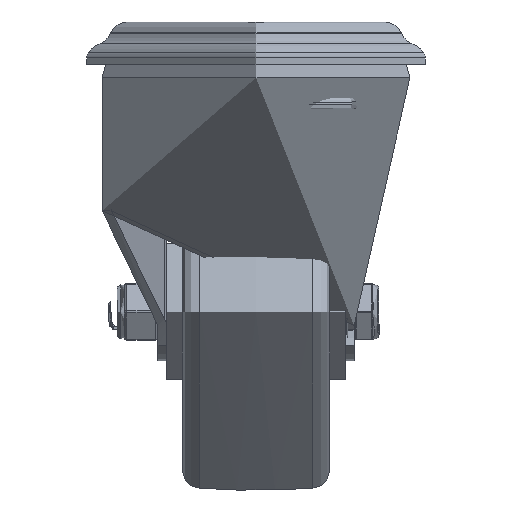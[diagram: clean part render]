
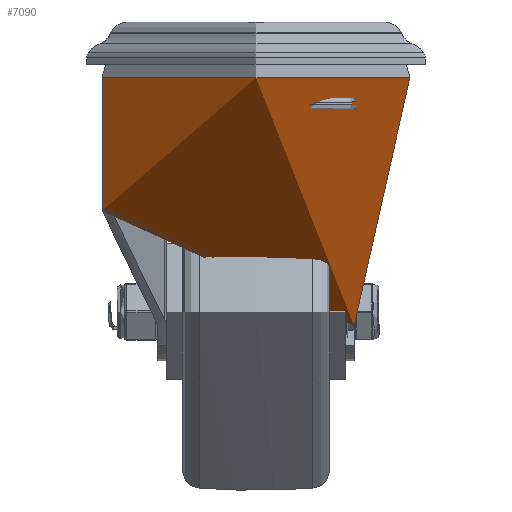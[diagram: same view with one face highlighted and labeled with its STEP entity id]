
A CAD part, left-side view. The second image highlights one B-rep face of the part: STEP entity #7090.
In plain terms, the highlighted cylindrical face has radius 34.5 mm (diameter 69 mm), a full revolution.
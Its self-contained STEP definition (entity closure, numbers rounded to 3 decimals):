
#221=B_SPLINE_CURVE_WITH_KNOTS('',3,(#10613,#10614,#10615,#10616,#10617,
#10618,#10619,#10620,#10621,#10622),.UNSPECIFIED.,.F.,.F.,(4,2,2,2,4),(0.837,
0.937,1.037,1.149,1.262),
 .UNSPECIFIED.);
#235=B_SPLINE_CURVE_WITH_KNOTS('',3,(#10911,#10912,#10913,#10914,#10915,
#10916,#10917,#10918,#10919,#10920,#10921,#10922),.UNSPECIFIED.,.F.,.F.,
(4,2,2,2,2,4),(-6.325,-5.401,-4.478,-3.555,
-2.632,-2.522),.UNSPECIFIED.);
#236=B_SPLINE_CURVE_WITH_KNOTS('',3,(#10934,#10935,#10936,#10937,#10938,
#10939,#10940,#10941,#10942,#10943,#10944,#10945,#10946,#10947,#10948,#10949,
#10950,#10951,#10952,#10953,#10954,#10955,#10956,#10957,#10958,#10959,#10960,
#10961,#10962,#10963,#10964,#10965,#10966,#10967,#10968,#10969,#10970,#10971,
#10972,#10973,#10974,#10975,#10976,#10977),.UNSPECIFIED.,.F.,.F.,(4,2,2,
2,2,2,2,2,2,2,2,2,2,2,2,2,2,2,2,2,2,4),(-21.801,-21.691,
-20.768,-19.845,-18.922,-17.998,
-17.178,-16.358,-15.537,-14.717,
-14.078,-13.439,-12.8,-12.162,
-11.523,-10.884,-10.245,-9.606,
-8.786,-7.965,-7.145,-6.325),
 .UNSPECIFIED.);
#237=B_SPLINE_CURVE_WITH_KNOTS('',3,(#10996,#10997,#10998,#10999,#11000,
#11001,#11002,#11003,#11004,#11005),.UNSPECIFIED.,.F.,.F.,(4,2,2,2,4),(1.249,
1.361,1.473,1.573,1.674),
 .UNSPECIFIED.);
#811=FACE_OUTER_BOUND('',#1252,.T.);
#1252=EDGE_LOOP('',(#5011,#5012,#5013,#5014,#5015,#5016,#5017,#5018,#5019,
#5020));
#1702=LINE('',#11023,#2195);
#1703=LINE('',#11024,#2196);
#1704=LINE('',#11026,#2197);
#2195=VECTOR('',#8742,34.5);
#2196=VECTOR('',#8743,1000.);
#2197=VECTOR('',#8746,1000.);
#2759=CIRCLE('',#7770,34.5);
#2760=CIRCLE('',#7771,34.5);
#3065=VERTEX_POINT('',#10611);
#3066=VERTEX_POINT('',#10612);
#3091=VERTEX_POINT('',#10909);
#3092=VERTEX_POINT('',#10910);
#3097=VERTEX_POINT('',#10932);
#3104=VERTEX_POINT('',#10994);
#3105=VERTEX_POINT('',#10995);
#3110=VERTEX_POINT('',#11021);
#3775=EDGE_CURVE('',#3065,#3066,#221,.F.);
#3809=EDGE_CURVE('',#3091,#3092,#235,.F.);
#3816=EDGE_CURVE('',#3092,#3097,#236,.F.);
#3824=EDGE_CURVE('',#3104,#3105,#237,.F.);
#3831=EDGE_CURVE('',#3110,#3110,#2759,.T.);
#3832=EDGE_CURVE('',#3110,#3092,#1702,.T.);
#3833=EDGE_CURVE('',#3097,#3066,#1703,.F.);
#3834=EDGE_CURVE('',#3065,#3105,#2760,.T.);
#3835=EDGE_CURVE('',#3104,#3091,#1704,.F.);
#5011=ORIENTED_EDGE('',*,*,#3831,.F.);
#5012=ORIENTED_EDGE('',*,*,#3832,.T.);
#5013=ORIENTED_EDGE('',*,*,#3816,.T.);
#5014=ORIENTED_EDGE('',*,*,#3833,.T.);
#5015=ORIENTED_EDGE('',*,*,#3775,.F.);
#5016=ORIENTED_EDGE('',*,*,#3834,.T.);
#5017=ORIENTED_EDGE('',*,*,#3824,.F.);
#5018=ORIENTED_EDGE('',*,*,#3835,.T.);
#5019=ORIENTED_EDGE('',*,*,#3809,.T.);
#5020=ORIENTED_EDGE('',*,*,#3832,.F.);
#6918=CYLINDRICAL_SURFACE('',#7769,34.5);
#7090=ADVANCED_FACE('',(#811),#6918,.T.);
#7769=AXIS2_PLACEMENT_3D('',#11020,#8738,#8739);
#7770=AXIS2_PLACEMENT_3D('',#11022,#8740,#8741);
#7771=AXIS2_PLACEMENT_3D('',#11025,#8744,#8745);
#8738=DIRECTION('center_axis',(0.,0.,1.));
#8739=DIRECTION('ref_axis',(0.,-1.,0.));
#8740=DIRECTION('center_axis',(0.,0.,1.));
#8741=DIRECTION('ref_axis',(0.,-1.,0.));
#8742=DIRECTION('',(0.,0.,-1.));
#8743=DIRECTION('',(0.,0.,-1.));
#8744=DIRECTION('center_axis',(0.,0.,1.));
#8745=DIRECTION('ref_axis',(0.,-1.,0.));
#8746=DIRECTION('',(0.,0.,1.));
#10611=CARTESIAN_POINT('',(28.46,-19.5,-4.008));
#10612=CARTESIAN_POINT('',(26.575,-22.,-6.508));
#10613=CARTESIAN_POINT('Ctrl Pts',(26.575,-22.,-6.508));
#10614=CARTESIAN_POINT('Ctrl Pts',(26.575,-22.,-6.174));
#10615=CARTESIAN_POINT('Ctrl Pts',(26.634,-21.929,-5.829));
#10616=CARTESIAN_POINT('Ctrl Pts',(26.849,-21.666,-5.216));
#10617=CARTESIAN_POINT('Ctrl Pts',(27.003,-21.474,-4.947));
#10618=CARTESIAN_POINT('Ctrl Pts',(27.346,-21.036,-4.509));
#10619=CARTESIAN_POINT('Ctrl Pts',(27.564,-20.751,-4.319));
#10620=CARTESIAN_POINT('Ctrl Pts',(28.016,-20.138,-4.068));
#10621=CARTESIAN_POINT('Ctrl Pts',(28.249,-19.809,-4.008));
#10622=CARTESIAN_POINT('Ctrl Pts',(28.46,-19.5,-4.008));
#10909=CARTESIAN_POINT('',(26.575,22.,-58.614));
#10910=CARTESIAN_POINT('',(0.,34.5,-32.843));
#10911=CARTESIAN_POINT('Ctrl Pts',(0.,34.5,-32.843));
#10912=CARTESIAN_POINT('Ctrl Pts',(2.354,34.5,-34.825));
#10913=CARTESIAN_POINT('Ctrl Pts',(4.764,34.256,-36.926));
#10914=CARTESIAN_POINT('Ctrl Pts',(9.524,33.248,-41.237));
#10915=CARTESIAN_POINT('Ctrl Pts',(11.876,32.485,-43.446));
#10916=CARTESIAN_POINT('Ctrl Pts',(16.377,30.465,-47.829));
#10917=CARTESIAN_POINT('Ctrl Pts',(18.529,29.208,-50.004));
#10918=CARTESIAN_POINT('Ctrl Pts',(22.519,26.255,-54.166));
#10919=CARTESIAN_POINT('Ctrl Pts',(24.357,24.559,-56.152));
#10920=CARTESIAN_POINT('Ctrl Pts',(26.188,22.462,-58.182));
#10921=CARTESIAN_POINT('Ctrl Pts',(26.382,22.234,-58.398));
#10922=CARTESIAN_POINT('Ctrl Pts',(26.575,22.,-58.614));
#10932=CARTESIAN_POINT('',(26.575,-22.,-58.614));
#10934=CARTESIAN_POINT('Ctrl Pts',(26.575,-22.,-58.614));
#10935=CARTESIAN_POINT('Ctrl Pts',(26.382,-22.234,-58.398));
#10936=CARTESIAN_POINT('Ctrl Pts',(26.188,-22.462,-58.182));
#10937=CARTESIAN_POINT('Ctrl Pts',(24.357,-24.559,-56.152));
#10938=CARTESIAN_POINT('Ctrl Pts',(22.519,-26.255,-54.166));
#10939=CARTESIAN_POINT('Ctrl Pts',(18.529,-29.208,-50.004));
#10940=CARTESIAN_POINT('Ctrl Pts',(16.377,-30.465,-47.829));
#10941=CARTESIAN_POINT('Ctrl Pts',(11.876,-32.485,-43.446));
#10942=CARTESIAN_POINT('Ctrl Pts',(9.524,-33.248,-41.237));
#10943=CARTESIAN_POINT('Ctrl Pts',(4.764,-34.256,-36.926));
#10944=CARTESIAN_POINT('Ctrl Pts',(2.354,-34.5,-34.825));
#10945=CARTESIAN_POINT('Ctrl Pts',(-2.092,-34.5,-31.082));
#10946=CARTESIAN_POINT('Ctrl Pts',(-4.299,-34.307,
-29.28));
#10947=CARTESIAN_POINT('Ctrl Pts',(-8.779,-33.442,
-25.746));
#10948=CARTESIAN_POINT('Ctrl Pts',(-11.053,-32.77,
-24.012));
#10949=CARTESIAN_POINT('Ctrl Pts',(-15.496,-30.918,-20.733));
#10950=CARTESIAN_POINT('Ctrl Pts',(-17.668,-29.736,-19.185));
#10951=CARTESIAN_POINT('Ctrl Pts',(-21.742,-26.901,
-16.362));
#10952=CARTESIAN_POINT('Ctrl Pts',(-23.644,-25.247,
-15.088));
#10953=CARTESIAN_POINT('Ctrl Pts',(-26.66,-21.983,
-13.111));
#10954=CARTESIAN_POINT('Ctrl Pts',(-27.931,-20.361,-12.296));
#10955=CARTESIAN_POINT('Ctrl Pts',(-30.207,-16.801,
-10.858));
#10956=CARTESIAN_POINT('Ctrl Pts',(-31.212,-14.862,
-10.236));
#10957=CARTESIAN_POINT('Ctrl Pts',(-32.843,-10.789,
-9.236));
#10958=CARTESIAN_POINT('Ctrl Pts',(-33.471,-8.649,
-8.856));
#10959=CARTESIAN_POINT('Ctrl Pts',(-34.299,-4.32,
-8.358));
#10960=CARTESIAN_POINT('Ctrl Pts',(-34.5,-2.129,-8.238));
#10961=CARTESIAN_POINT('Ctrl Pts',(-34.5,2.129,-8.238));
#10962=CARTESIAN_POINT('Ctrl Pts',(-34.299,4.32,-8.358));
#10963=CARTESIAN_POINT('Ctrl Pts',(-33.471,8.649,-8.856));
#10964=CARTESIAN_POINT('Ctrl Pts',(-32.843,10.789,-9.236));
#10965=CARTESIAN_POINT('Ctrl Pts',(-31.212,14.862,-10.236));
#10966=CARTESIAN_POINT('Ctrl Pts',(-30.207,16.801,-10.858));
#10967=CARTESIAN_POINT('Ctrl Pts',(-27.931,20.361,-12.296));
#10968=CARTESIAN_POINT('Ctrl Pts',(-26.66,21.983,-13.111));
#10969=CARTESIAN_POINT('Ctrl Pts',(-23.644,25.247,-15.088));
#10970=CARTESIAN_POINT('Ctrl Pts',(-21.742,26.901,-16.362));
#10971=CARTESIAN_POINT('Ctrl Pts',(-17.668,29.736,-19.185));
#10972=CARTESIAN_POINT('Ctrl Pts',(-15.496,30.918,-20.733));
#10973=CARTESIAN_POINT('Ctrl Pts',(-11.053,32.77,-24.012));
#10974=CARTESIAN_POINT('Ctrl Pts',(-8.779,33.442,-25.746));
#10975=CARTESIAN_POINT('Ctrl Pts',(-4.299,34.307,-29.28));
#10976=CARTESIAN_POINT('Ctrl Pts',(-2.092,34.5,-31.082));
#10977=CARTESIAN_POINT('Ctrl Pts',(0.,34.5,-32.843));
#10994=CARTESIAN_POINT('',(26.575,22.,-6.508));
#10995=CARTESIAN_POINT('',(28.46,19.5,-4.008));
#10996=CARTESIAN_POINT('Ctrl Pts',(28.46,19.5,-4.008));
#10997=CARTESIAN_POINT('Ctrl Pts',(28.249,19.809,-4.008));
#10998=CARTESIAN_POINT('Ctrl Pts',(28.016,20.138,-4.068));
#10999=CARTESIAN_POINT('Ctrl Pts',(27.564,20.751,-4.319));
#11000=CARTESIAN_POINT('Ctrl Pts',(27.346,21.036,-4.509));
#11001=CARTESIAN_POINT('Ctrl Pts',(27.003,21.474,-4.947));
#11002=CARTESIAN_POINT('Ctrl Pts',(26.849,21.666,-5.216));
#11003=CARTESIAN_POINT('Ctrl Pts',(26.634,21.929,-5.829));
#11004=CARTESIAN_POINT('Ctrl Pts',(26.575,22.,-6.174));
#11005=CARTESIAN_POINT('Ctrl Pts',(26.575,22.,-6.508));
#11020=CARTESIAN_POINT('Origin',(0.,0.,-66.511));
#11021=CARTESIAN_POINT('',(0.,34.5,-3.009));
#11022=CARTESIAN_POINT('Origin',(0.,0.,-3.009));
#11023=CARTESIAN_POINT('',(0.,34.5,-66.511));
#11024=CARTESIAN_POINT('',(26.575,-22.,-66.511));
#11025=CARTESIAN_POINT('Origin',(0.,0.,-4.008));
#11026=CARTESIAN_POINT('',(26.575,22.,-66.511));
